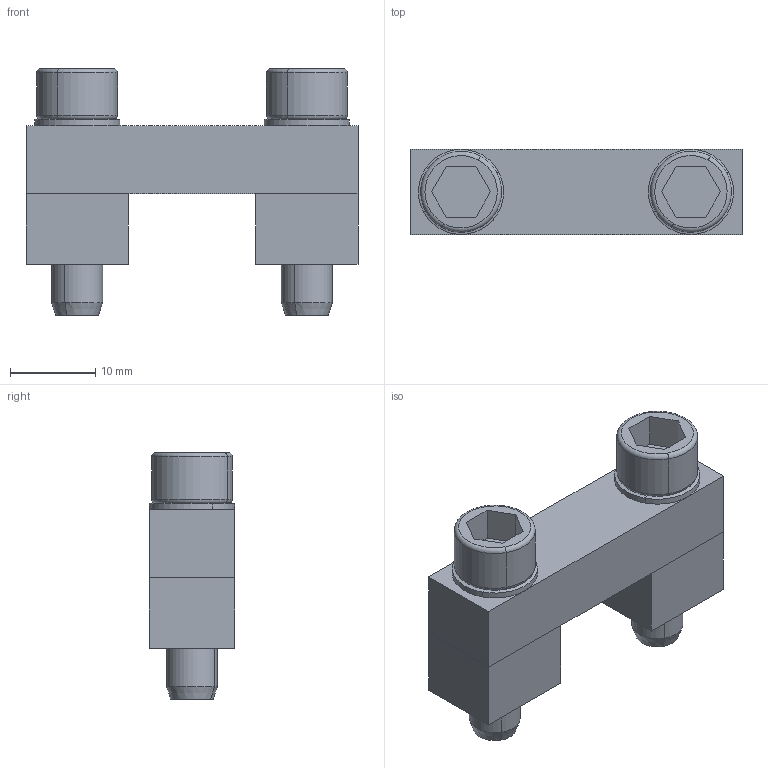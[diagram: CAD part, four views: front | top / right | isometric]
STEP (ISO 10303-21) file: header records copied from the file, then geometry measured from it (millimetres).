
FILE_DESCRIPTION(('CATIA V5R22 STEP214','CAx-IF Rec.Pracs.--- Model Styling and Organization---1.4--- 2014-01-23'),'2;1');
FILE_NAME ('022965-13_2_1826890000_1826890000.stp','2021-12-07T13:33:49+00:00',('none'),('Weidmueller'),'CATIA Version 5-6 Release 2016 SP3 HF44','CATIA V5 STEP AP214','none');
FILE_SCHEMA(('AUTOMOTIVE_DESIGN { 1 0 10303 214 1 1 1 1 }'));
Length unit declared in the file: millimetre
Products named in the file (1): 33963_WQV95N_120N_2
Bounding box: 39 x 10 x 29 mm (x, y, z)
Volume: 5681.9 mm3; surface area: 4967.2 mm2
Topology: 7 solids, 7 shells, 98 faces, 214 edges, 130 vertices
Faces by surface type: plane 38, cylinder 32, cone 16, torus 12
Entity records: 2472 total; most frequent: ORIENTED_EDGE 428, CARTESIAN_POINT 413, DIRECTION 350, EDGE_CURVE 214, AXIS2_PLACEMENT_3D 163, VERTEX_POINT 130, VECTOR 120, LINE 120
